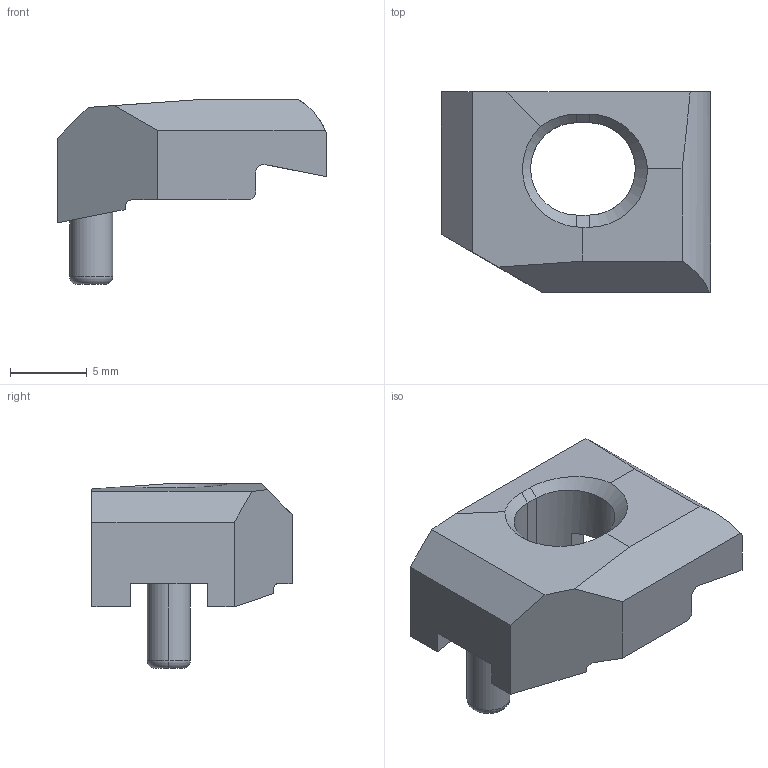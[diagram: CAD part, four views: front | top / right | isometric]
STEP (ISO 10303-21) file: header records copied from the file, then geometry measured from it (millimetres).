
FILE_DESCRIPTION(/* description */ (''),/* implementation_level */ '2;1');
FILE_NAME(/* name */ 'MTK1R.stp',/* time_stamp */ '2022-02-03T10:31:42+09:00',/* author */ (''),/* organization */ (''),/* preprocessor_version */ 'ST-DEVELOPER v16',/* originating_system */ 'SIEMENS PLM Software NX 10.0',/* authorisation */ '');
FILE_SCHEMA (('AUTOMOTIVE_DESIGN { 1 0 10303 214 3 1 1 1 }'));
Length unit declared in the file: millimetre
Products named in the file (1): MTK1R
Bounding box: 17.5 x 13 x 12 mm (x, y, z)
Volume: 1017.4 mm3; surface area: 852.2 mm2
Topology: 1 solids, 1 shells, 72 faces, 201 edges, 133 vertices
Faces by surface type: plane 57, cylinder 11, cone 2, torus 2
Entity records: 2390 total; most frequent: CARTESIAN_POINT 458, ORIENTED_EDGE 402, DIRECTION 381, EDGE_CURVE 201, LINE 165, VECTOR 165, VERTEX_POINT 132, AXIS2_PLACEMENT_3D 108
